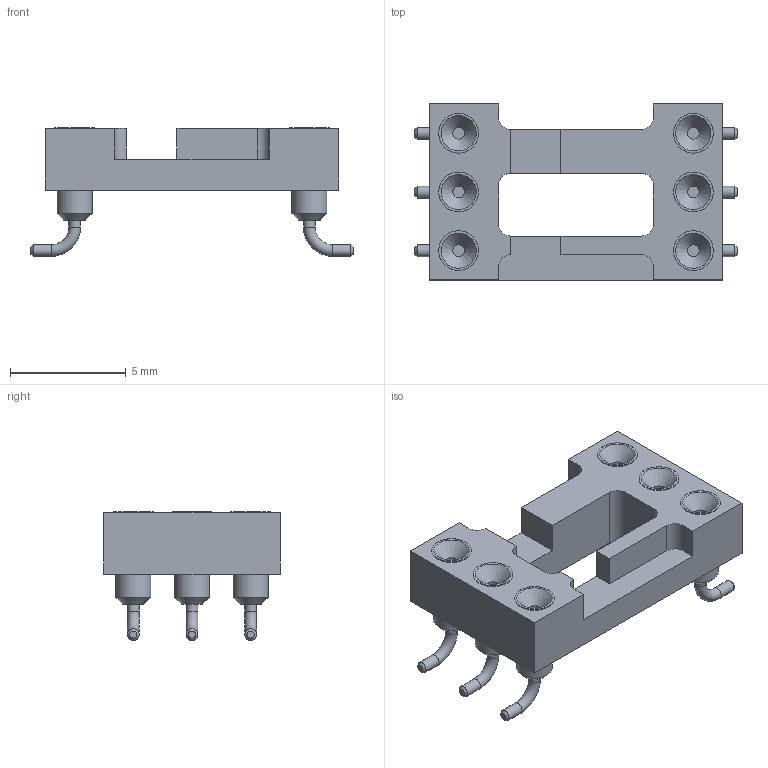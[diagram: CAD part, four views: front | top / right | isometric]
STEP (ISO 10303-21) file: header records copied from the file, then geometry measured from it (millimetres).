
FILE_DESCRIPTION(/* description */ ('model of DIP-6_W11.43mm_SMDSocket_LongPads'),/* implementation_level */ '2;1');
FILE_NAME(/* name */ 'DIP-6_W11.43mm_SMDSocket_LongPads.step',/* time_stamp */ '2017-11-03T14:45:22',/* author */ ('Terje Io','https://github.com/terjeio'),/* organization */ ('FreeCAD'),/* preprocessor_version */ 'OCC',/* originating_system */ 'kicad StepUp',/* authorisation */ '');
FILE_SCHEMA(('AUTOMOTIVE_DESIGN_CC2 { 1 2 10303 214 -1 1 5 4 }'));
Length unit declared in the file: millimetre
Products named in the file (1): DIP_6_W1143mm_SMDSocket_LongPads
Bounding box: 13.96 x 7.62 x 5.58 mm (x, y, z)
Volume: 184.5 mm3; surface area: 385.8 mm2
Topology: 1 solids, 1 shells, 116 faces, 228 edges, 143 vertices
Faces by surface type: plane 54, cylinder 38, cone 18, torus 6
Full cylindrical faces by diameter (mm): 0.508 x18, 1.524 x6, 1.724 x6
Entity records: 2183 total; most frequent: ORIENTED_EDGE 405, CARTESIAN_POINT 266, EDGE_CURVE 228, AXIS2_PLACEMENT_3D 202, FACE_BOUND 147, EDGE_LOOP 147, VERTEX_POINT 143, ADVANCED_FACE 116
